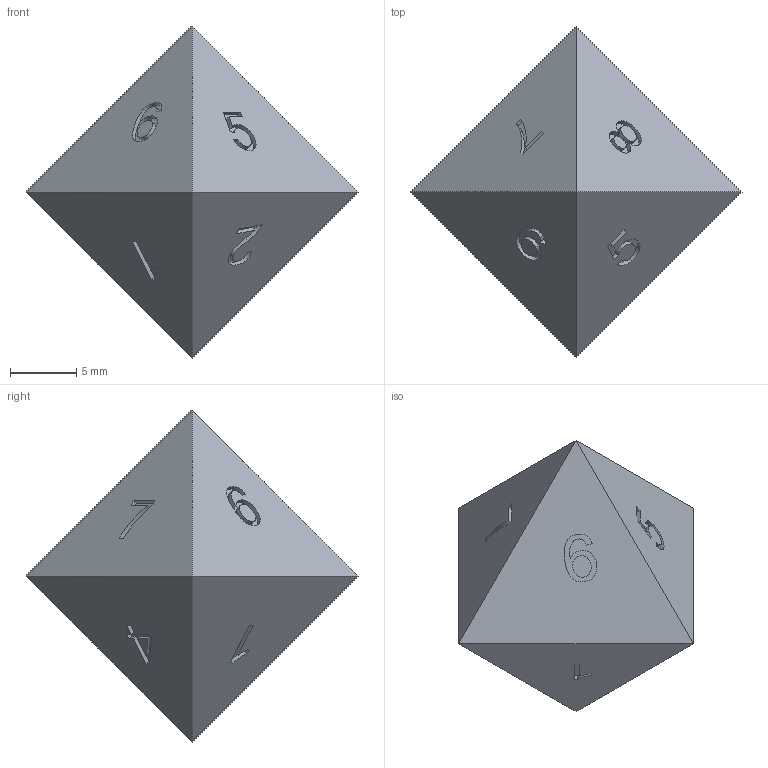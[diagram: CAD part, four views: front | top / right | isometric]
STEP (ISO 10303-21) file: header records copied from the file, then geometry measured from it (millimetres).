
FILE_DESCRIPTION(('HOOPS Exchange Step'),'2;1');
FILE_NAME('temp_export','2024-08-10T13:43:14+08:00',('sharma21'),('Shapr3D Limited'),'HOOPS Exchange 2024.2','Shapr3D','Authorized');
FILE_SCHEMA( ('AP242_MANAGED_MODEL_BASED_3D_ENGINEERING_MIM_LF {1 0 10303 442 1 1 4 }') );
Length unit declared in the file: millimetre
Products named in the file (1): root
Bounding box: 25 x 25 x 25 mm (x, y, z)
Volume: 2595.4 mm3; surface area: 1752.2 mm2
Topology: 2 solids, 2 shells, 92 faces, 226 edges, 150 vertices
Faces by surface type: plane 61, bspline 31
Entity records: 4063 total; most frequent: CARTESIAN_POINT 2061, ORIENTED_EDGE 452, DIRECTION 290, EDGE_CURVE 226, VECTOR 164, LINE 164, VERTEX_POINT 150, EDGE_LOOP 104
